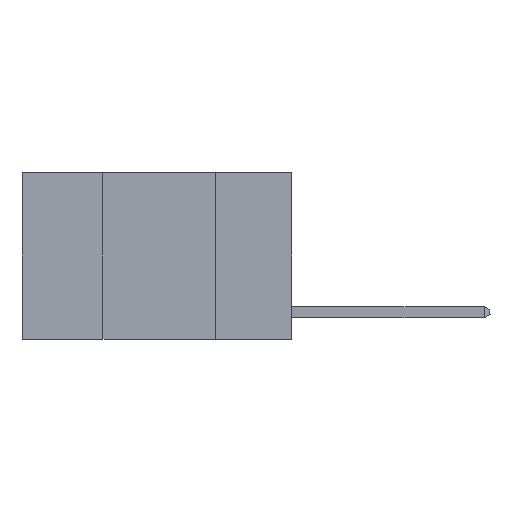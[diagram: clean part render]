
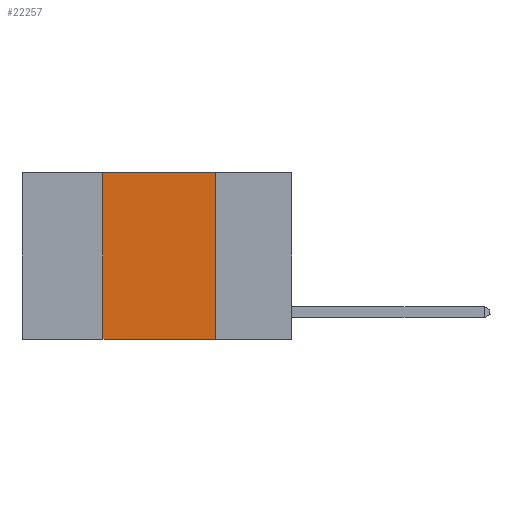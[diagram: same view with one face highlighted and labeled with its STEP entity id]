
A CAD part, left-side view. The second image highlights one B-rep face of the part: STEP entity #22257.
In plain terms, the highlighted planar face has unit normal (-1, 0, 0).
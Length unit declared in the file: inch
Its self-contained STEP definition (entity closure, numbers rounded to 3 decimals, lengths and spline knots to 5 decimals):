
#9 = CARTESIAN_POINT ( 'NONE',  ( 0., 0.17, 0. ) ) ;
#765 = VECTOR ( 'NONE', #19197, 39.37008 ) ;
#1259 = CARTESIAN_POINT ( 'NONE',  ( 0., 0.42, -0.37 ) ) ;
#1526 = DIRECTION ( 'NONE',  ( 0., 0., -1. ) ) ;
#2523 = LINE ( 'NONE', #4217, #765 ) ;
#2704 = VERTEX_POINT ( 'NONE', #9 ) ;
#3779 = FACE_OUTER_BOUND ( 'NONE', #25858, .T. ) ;
#4217 = CARTESIAN_POINT ( 'NONE',  ( 0., 0.42, 0. ) ) ;
#4619 = EDGE_CURVE ( 'NONE', #20545, #9804, #22181, .T. ) ;
#4939 = VECTOR ( 'NONE', #19129, 39.37008 ) ;
#5864 = DIRECTION ( 'NONE',  ( 1., 0., 0. ) ) ;
#6890 = CARTESIAN_POINT ( 'NONE',  ( 0., 0.42, 0. ) ) ;
#7923 = DIRECTION ( 'NONE',  ( 0., 0., -1. ) ) ;
#8146 = VECTOR ( 'NONE', #20189, 39.37008 ) ;
#8327 = LINE ( 'NONE', #20912, #4939 ) ;
#9804 = VERTEX_POINT ( 'NONE', #23831 ) ;
#9840 = CARTESIAN_POINT ( 'NONE',  ( 0., 0.6, -0.37 ) ) ;
#11055 = VECTOR ( 'NONE', #7923, 39.37008 ) ;
#12223 = AXIS2_PLACEMENT_3D ( 'NONE', #18333, #5864, #1526 ) ;
#15985 = ORIENTED_EDGE ( 'NONE', *, *, #16505, .F. ) ;
#16406 = EDGE_CURVE ( 'NONE', #20545, #20438, #2523, .T. ) ;
#16505 = EDGE_CURVE ( 'NONE', #2704, #9804, #16748, .T. ) ;
#16748 = LINE ( 'NONE', #23315, #11055 ) ;
#18110 = EDGE_CURVE ( 'NONE', #20438, #2704, #8327, .T. ) ;
#18333 = CARTESIAN_POINT ( 'NONE',  ( 0., 0.6, 0. ) ) ;
#19129 = DIRECTION ( 'NONE',  ( 0., -1., 0. ) ) ;
#19197 = DIRECTION ( 'NONE',  ( 0., 0., 1. ) ) ;
#19890 = ORIENTED_EDGE ( 'NONE', *, *, #16406, .F. ) ;
#20189 = DIRECTION ( 'NONE',  ( 0., -1., 0. ) ) ;
#20438 = VERTEX_POINT ( 'NONE', #6890 ) ;
#20545 = VERTEX_POINT ( 'NONE', #1259 ) ;
#20912 = CARTESIAN_POINT ( 'NONE',  ( 0., 0.6, 0. ) ) ;
#22181 = LINE ( 'NONE', #9840, #8146 ) ;
#22257 = ADVANCED_FACE ( 'NONE', ( #3779 ), #25002, .F. ) ;
#23315 = CARTESIAN_POINT ( 'NONE',  ( 0., 0.17, 0. ) ) ;
#23831 = CARTESIAN_POINT ( 'NONE',  ( 0., 0.17, -0.37 ) ) ;
#24873 = ORIENTED_EDGE ( 'NONE', *, *, #18110, .F. ) ;
#25002 = PLANE ( 'NONE',  #12223 ) ;
#25312 = ORIENTED_EDGE ( 'NONE', *, *, #4619, .T. ) ;
#25858 = EDGE_LOOP ( 'NONE', ( #15985, #24873, #19890, #25312 ) ) ;
